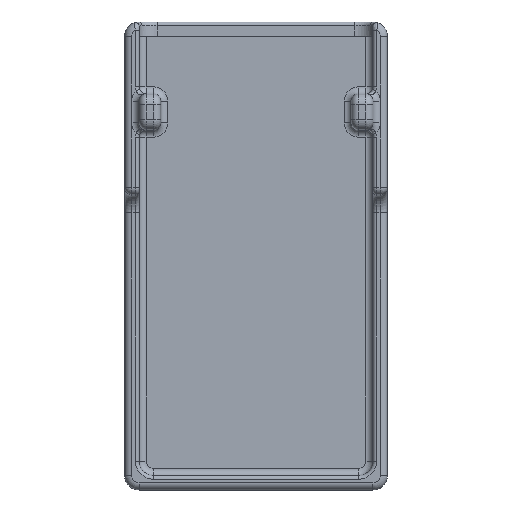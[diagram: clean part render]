
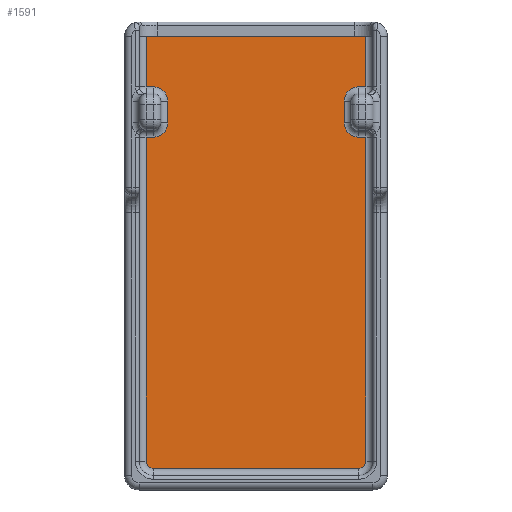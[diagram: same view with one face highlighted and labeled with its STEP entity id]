
A CAD part, front view. The second image highlights one B-rep face of the part: STEP entity #1591.
In plain terms, the highlighted planar face has unit normal (0, -1, 0).
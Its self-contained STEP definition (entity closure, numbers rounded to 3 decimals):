
#4 = EDGE_CURVE ( 'NONE', #3503, #3624, #3343, .T. ) ;
#80 = EDGE_CURVE ( 'NONE', #3416, #4494, #1671, .T. ) ;
#83 = DIRECTION ( 'NONE',  ( 1., 0., 0. ) ) ;
#100 = CARTESIAN_POINT ( 'NONE',  ( 57., 0., -22. ) ) ;
#122 = DIRECTION ( 'NONE',  ( 0., -1., 0. ) ) ;
#188 = DIRECTION ( 'NONE',  ( 0., -1., 0. ) ) ;
#191 = VERTEX_POINT ( 'NONE', #4562 ) ;
#294 = EDGE_CURVE ( 'NONE', #745, #645, #4659, .T. ) ;
#303 = EDGE_CURVE ( 'NONE', #4494, #4935, #2008, .T. ) ;
#305 = DIRECTION ( 'NONE',  ( 0., 0., -1. ) ) ;
#325 = EDGE_CURVE ( 'NONE', #4164, #3315, #1811, .T. ) ;
#365 = VECTOR ( 'NONE', #2282, 1000. ) ;
#421 = EDGE_LOOP ( 'NONE', ( #1659, #4028, #3643, #2446, #1202, #3375, #2496, #529, #3437, #538, #2487, #4263, #4485, #1112, #2300, #4322, #3227, #4171 ) ) ;
#460 = CARTESIAN_POINT ( 'NONE',  ( 61., 0., -124. ) ) ;
#488 = LINE ( 'NONE', #3276, #4074 ) ;
#517 = EDGE_CURVE ( 'NONE', #191, #1494, #1189, .T. ) ;
#529 = ORIENTED_EDGE ( 'NONE', *, *, #725, .T. ) ;
#531 = DIRECTION ( 'NONE',  ( 0., 0., -1. ) ) ;
#538 = ORIENTED_EDGE ( 'NONE', *, *, #875, .T. ) ;
#645 = VERTEX_POINT ( 'NONE', #2077 ) ;
#687 = DIRECTION ( 'NONE',  ( 0., 0., -1. ) ) ;
#712 = VERTEX_POINT ( 'NONE', #1366 ) ;
#725 = EDGE_CURVE ( 'NONE', #3688, #1728, #2398, .T. ) ;
#745 = VERTEX_POINT ( 'NONE', #2218 ) ;
#761 = AXIS2_PLACEMENT_3D ( 'NONE', #5028, #1418, #4595 ) ;
#763 = CARTESIAN_POINT ( 'NONE',  ( 2., 0., -32. ) ) ;
#774 = CARTESIAN_POINT ( 'NONE',  ( 2., 0., -4. ) ) ;
#844 = EDGE_CURVE ( 'NONE', #4106, #2537, #4904, .T. ) ;
#875 = EDGE_CURVE ( 'NONE', #712, #3416, #4653, .T. ) ;
#929 = CARTESIAN_POINT ( 'NONE',  ( 4., 0., -22. ) ) ;
#943 = DIRECTION ( 'NONE',  ( 0., 1., 0. ) ) ;
#1005 = CARTESIAN_POINT ( 'NONE',  ( 61., 0., -124. ) ) ;
#1112 = ORIENTED_EDGE ( 'NONE', *, *, #844, .T. ) ;
#1133 = CARTESIAN_POINT ( 'NONE',  ( 63., 0., -18. ) ) ;
#1140 = AXIS2_PLACEMENT_3D ( 'NONE', #929, #943, #3780 ) ;
#1189 = LINE ( 'NONE', #2836, #3847 ) ;
#1202 = ORIENTED_EDGE ( 'NONE', *, *, #1826, .T. ) ;
#1290 = EDGE_CURVE ( 'NONE', #191, #3624, #1949, .T. ) ;
#1304 = EDGE_CURVE ( 'NONE', #2440, #3688, #4646, .T. ) ;
#1366 = CARTESIAN_POINT ( 'NONE',  ( 4., 0., -124. ) ) ;
#1372 = CARTESIAN_POINT ( 'NONE',  ( 4., 0., -18. ) ) ;
#1378 = DIRECTION ( 'NONE',  ( 0., 0., -1. ) ) ;
#1418 = DIRECTION ( 'NONE',  ( 0., 1., 0. ) ) ;
#1421 = CARTESIAN_POINT ( 'NONE',  ( 61., 0., -18. ) ) ;
#1435 = CARTESIAN_POINT ( 'NONE',  ( 57., 0., -28. ) ) ;
#1442 = VECTOR ( 'NONE', #2403, 1000. ) ;
#1474 = CARTESIAN_POINT ( 'NONE',  ( 63., 0., -4. ) ) ;
#1494 = VERTEX_POINT ( 'NONE', #2044 ) ;
#1591 = ADVANCED_FACE ( 'NONE', ( #2261 ), #1804, .T. ) ;
#1659 = ORIENTED_EDGE ( 'NONE', *, *, #1290, .F. ) ;
#1671 = CIRCLE ( 'NONE', #3838, 2. ) ;
#1719 = DIRECTION ( 'NONE',  ( 0., 1., 0. ) ) ;
#1728 = VERTEX_POINT ( 'NONE', #2224 ) ;
#1767 = VERTEX_POINT ( 'NONE', #2242 ) ;
#1786 = CARTESIAN_POINT ( 'NONE',  ( 2., 0., -122. ) ) ;
#1804 = PLANE ( 'NONE',  #3563 ) ;
#1811 = CIRCLE ( 'NONE', #4367, 4. ) ;
#1826 = EDGE_CURVE ( 'NONE', #645, #1767, #1881, .T. ) ;
#1881 = LINE ( 'NONE', #5121, #4006 ) ;
#1908 = AXIS2_PLACEMENT_3D ( 'NONE', #3725, #122, #531 ) ;
#1949 = LINE ( 'NONE', #774, #3591 ) ;
#2008 = LINE ( 'NONE', #2147, #3751 ) ;
#2020 = VECTOR ( 'NONE', #2800, 1000. ) ;
#2044 = CARTESIAN_POINT ( 'NONE',  ( 2., 0., -18. ) ) ;
#2077 = CARTESIAN_POINT ( 'NONE',  ( 8., 0., -22. ) ) ;
#2147 = CARTESIAN_POINT ( 'NONE',  ( 63., 0., -32. ) ) ;
#2163 = DIRECTION ( 'NONE',  ( 0., 0., -1. ) ) ;
#2189 = CARTESIAN_POINT ( 'NONE',  ( 61., 0., -122. ) ) ;
#2218 = CARTESIAN_POINT ( 'NONE',  ( 4., 0., -18. ) ) ;
#2224 = CARTESIAN_POINT ( 'NONE',  ( 2., 0., -122. ) ) ;
#2242 = CARTESIAN_POINT ( 'NONE',  ( 8., 0., -28. ) ) ;
#2261 = FACE_OUTER_BOUND ( 'NONE', #421, .T. ) ;
#2267 = VECTOR ( 'NONE', #83, 1000. ) ;
#2282 = DIRECTION ( 'NONE',  ( 0., 0., 1. ) ) ;
#2300 = ORIENTED_EDGE ( 'NONE', *, *, #2697, .T. ) ;
#2398 = LINE ( 'NONE', #1786, #2654 ) ;
#2403 = DIRECTION ( 'NONE',  ( -1., 0., 0. ) ) ;
#2440 = VERTEX_POINT ( 'NONE', #4470 ) ;
#2446 = ORIENTED_EDGE ( 'NONE', *, *, #294, .T. ) ;
#2487 = ORIENTED_EDGE ( 'NONE', *, *, #80, .T. ) ;
#2496 = ORIENTED_EDGE ( 'NONE', *, *, #1304, .T. ) ;
#2537 = VERTEX_POINT ( 'NONE', #1435 ) ;
#2607 = DIRECTION ( 'NONE',  ( 1., 0., 0. ) ) ;
#2623 = LINE ( 'NONE', #1372, #3062 ) ;
#2648 = CARTESIAN_POINT ( 'NONE',  ( 61., 0., -22. ) ) ;
#2652 = CIRCLE ( 'NONE', #1908, 2. ) ;
#2654 = VECTOR ( 'NONE', #4586, 1000. ) ;
#2697 = EDGE_CURVE ( 'NONE', #2537, #4164, #4344, .T. ) ;
#2706 = CARTESIAN_POINT ( 'NONE',  ( 63., 0., 0. ) ) ;
#2800 = DIRECTION ( 'NONE',  ( 0., 0., 1. ) ) ;
#2836 = CARTESIAN_POINT ( 'NONE',  ( 2., 0., -18. ) ) ;
#2840 = EDGE_CURVE ( 'NONE', #1728, #712, #2652, .T. ) ;
#2994 = DIRECTION ( 'NONE',  ( 0., 0., 1. ) ) ;
#3004 = CARTESIAN_POINT ( 'NONE',  ( 0., 0., 0. ) ) ;
#3052 = CARTESIAN_POINT ( 'NONE',  ( 57., 0., -22. ) ) ;
#3062 = VECTOR ( 'NONE', #2607, 1000. ) ;
#3215 = DIRECTION ( 'NONE',  ( 1., 0., 0. ) ) ;
#3227 = ORIENTED_EDGE ( 'NONE', *, *, #4045, .T. ) ;
#3276 = CARTESIAN_POINT ( 'NONE',  ( 63., 0., -18. ) ) ;
#3315 = VERTEX_POINT ( 'NONE', #1421 ) ;
#3334 = AXIS2_PLACEMENT_3D ( 'NONE', #4916, #1719, #3738 ) ;
#3343 = LINE ( 'NONE', #2706, #2020 ) ;
#3346 = CARTESIAN_POINT ( 'NONE',  ( 63., 0., -32. ) ) ;
#3375 = ORIENTED_EDGE ( 'NONE', *, *, #4805, .T. ) ;
#3416 = VERTEX_POINT ( 'NONE', #1005 ) ;
#3437 = ORIENTED_EDGE ( 'NONE', *, *, #2840, .T. ) ;
#3503 = VERTEX_POINT ( 'NONE', #1133 ) ;
#3548 = EDGE_CURVE ( 'NONE', #4935, #4106, #4395, .T. ) ;
#3563 = AXIS2_PLACEMENT_3D ( 'NONE', #3004, #4569, #1378 ) ;
#3591 = VECTOR ( 'NONE', #5214, 1000. ) ;
#3624 = VERTEX_POINT ( 'NONE', #1474 ) ;
#3643 = ORIENTED_EDGE ( 'NONE', *, *, #4565, .T. ) ;
#3688 = VERTEX_POINT ( 'NONE', #3920 ) ;
#3696 = DIRECTION ( 'NONE',  ( 0., 0., -1. ) ) ;
#3725 = CARTESIAN_POINT ( 'NONE',  ( 4., 0., -122. ) ) ;
#3738 = DIRECTION ( 'NONE',  ( 0., 0., -1. ) ) ;
#3751 = VECTOR ( 'NONE', #2994, 1000. ) ;
#3780 = DIRECTION ( 'NONE',  ( 0., 0., -1. ) ) ;
#3838 = AXIS2_PLACEMENT_3D ( 'NONE', #2189, #188, #2163 ) ;
#3847 = VECTOR ( 'NONE', #3696, 1000. ) ;
#3920 = CARTESIAN_POINT ( 'NONE',  ( 2., 0., -32. ) ) ;
#4006 = VECTOR ( 'NONE', #305, 1000. ) ;
#4028 = ORIENTED_EDGE ( 'NONE', *, *, #517, .T. ) ;
#4045 = EDGE_CURVE ( 'NONE', #3315, #3503, #488, .T. ) ;
#4074 = VECTOR ( 'NONE', #3215, 1000. ) ;
#4099 = CARTESIAN_POINT ( 'NONE',  ( 63., 0., -122. ) ) ;
#4106 = VERTEX_POINT ( 'NONE', #5219 ) ;
#4164 = VERTEX_POINT ( 'NONE', #100 ) ;
#4171 = ORIENTED_EDGE ( 'NONE', *, *, #4, .T. ) ;
#4200 = CARTESIAN_POINT ( 'NONE',  ( 61., 0., -32. ) ) ;
#4203 = DIRECTION ( 'NONE',  ( 0., 1., 0. ) ) ;
#4263 = ORIENTED_EDGE ( 'NONE', *, *, #303, .T. ) ;
#4322 = ORIENTED_EDGE ( 'NONE', *, *, #325, .T. ) ;
#4344 = LINE ( 'NONE', #3052, #365 ) ;
#4367 = AXIS2_PLACEMENT_3D ( 'NONE', #2648, #4203, #687 ) ;
#4395 = LINE ( 'NONE', #4200, #4648 ) ;
#4470 = CARTESIAN_POINT ( 'NONE',  ( 4., 0., -32. ) ) ;
#4485 = ORIENTED_EDGE ( 'NONE', *, *, #3548, .T. ) ;
#4494 = VERTEX_POINT ( 'NONE', #4099 ) ;
#4551 = CIRCLE ( 'NONE', #761, 4. ) ;
#4562 = CARTESIAN_POINT ( 'NONE',  ( 2., 0., -4. ) ) ;
#4565 = EDGE_CURVE ( 'NONE', #1494, #745, #2623, .T. ) ;
#4569 = DIRECTION ( 'NONE',  ( 0., -1., 0. ) ) ;
#4586 = DIRECTION ( 'NONE',  ( 0., 0., -1. ) ) ;
#4595 = DIRECTION ( 'NONE',  ( 0., 0., -1. ) ) ;
#4646 = LINE ( 'NONE', #763, #1442 ) ;
#4648 = VECTOR ( 'NONE', #5053, 1000. ) ;
#4653 = LINE ( 'NONE', #460, #2267 ) ;
#4659 = CIRCLE ( 'NONE', #1140, 4. ) ;
#4805 = EDGE_CURVE ( 'NONE', #1767, #2440, #4551, .T. ) ;
#4904 = CIRCLE ( 'NONE', #3334, 4. ) ;
#4916 = CARTESIAN_POINT ( 'NONE',  ( 61., 0., -28. ) ) ;
#4935 = VERTEX_POINT ( 'NONE', #3346 ) ;
#5028 = CARTESIAN_POINT ( 'NONE',  ( 4., 0., -28. ) ) ;
#5053 = DIRECTION ( 'NONE',  ( -1., 0., 0. ) ) ;
#5121 = CARTESIAN_POINT ( 'NONE',  ( 8., 0., -28. ) ) ;
#5214 = DIRECTION ( 'NONE',  ( 1., 0., 0. ) ) ;
#5219 = CARTESIAN_POINT ( 'NONE',  ( 61., 0., -32. ) ) ;
